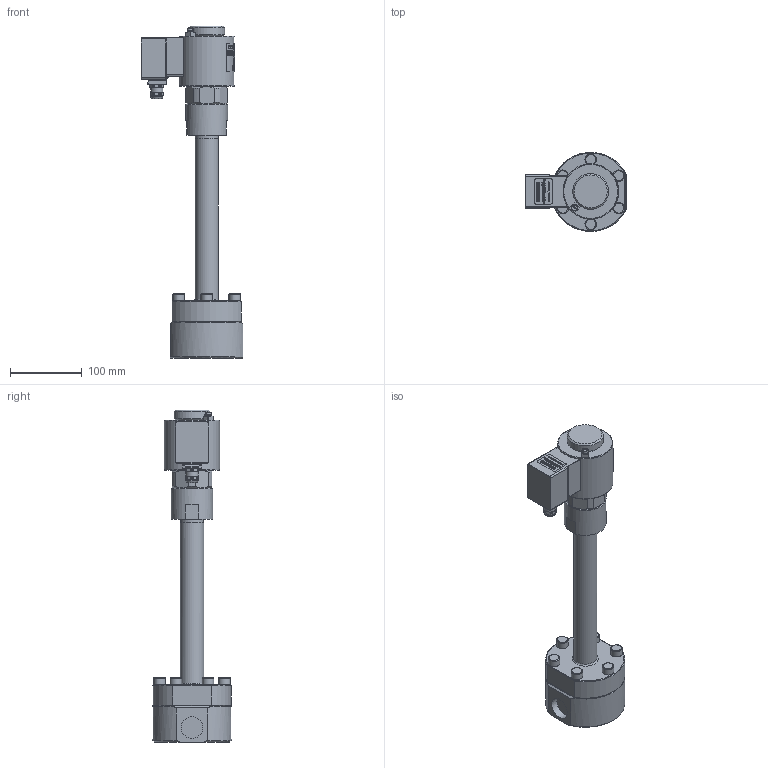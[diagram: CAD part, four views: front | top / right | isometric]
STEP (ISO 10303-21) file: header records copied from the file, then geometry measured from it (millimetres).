
FILE_DESCRIPTION(/* description */ ('2/2 zwangsgest. Kolben-Magnetventil'),/* implementation_level */ '2;1');
FILE_NAME(/* name */ '091.000064_B9125-0804-.248.stp',/* time_stamp */ '2022-02-22T11:40:16+01:00',/* author */ ('AVornheder'),/* organization */ (''),/* preprocessor_version */ 'ST-DEVELOPER v16.1',/* originating_system */ 'Autodesk Inventor 2016',/* authorisation */ '');
FILE_SCHEMA (('AUTOMOTIVE_DESIGN { 1 0 10303 214 3 1 1 }'));
Products named in the file (1): 88-005477
Bounding box: 142 x 110 x 462.2 mm (x, y, z)
Volume: 1594958.3 mm3; surface area: 146786.3 mm2
Topology: 1 solids, 1 shells, 4138 faces, 11258 edges, 7474 vertices
Faces by surface type: plane 1989, bspline 1787, cylinder 291, cone 45, torus 26
Full cylindrical faces by diameter (mm): 4.51 x1, 8.376 x2, 10 x6, 16 x6, 17 x2, 30.291 x2, 32 x1, 32.6 x1, 50 x1, 58 x2, 77 x1
Entity records: 158061 total; most frequent: CARTESIAN_POINT 65532, ORIENTED_EDGE 22398, DIRECTION 13203, EDGE_CURVE 11196, VERTEX_POINT 7464, LINE 6361, VECTOR 6361, EDGE_LOOP 4555
